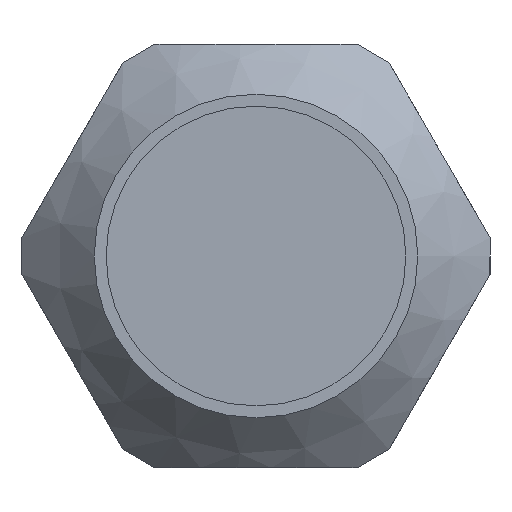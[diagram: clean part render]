
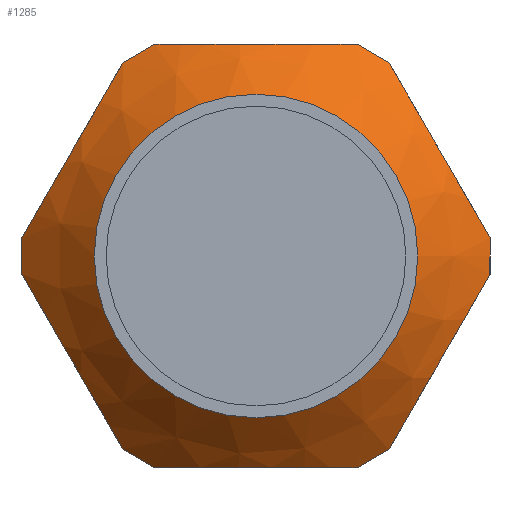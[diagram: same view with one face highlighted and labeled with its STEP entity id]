
A CAD part, left-side view. The second image highlights one B-rep face of the part: STEP entity #1285.
In plain terms, the highlighted conical face has half-angle 45 degrees and reference radius 19.136 mm.
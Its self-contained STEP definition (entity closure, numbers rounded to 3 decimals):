
#65=CONICAL_SURFACE('',#1411,19.136,0.785);
#119=(
BOUNDED_CURVE()
B_SPLINE_CURVE(2,(#2089,#2090,#2091),.UNSPECIFIED.,.F.,.F.)
B_SPLINE_CURVE_WITH_KNOTS((3,3),(0.168,2.182),
 .UNSPECIFIED.)
CURVE()
GEOMETRIC_REPRESENTATION_ITEM()
RATIONAL_B_SPLINE_CURVE((1.02,1.13,1.02))
REPRESENTATION_ITEM('')
);
#122=(
BOUNDED_CURVE()
B_SPLINE_CURVE(2,(#2105,#2106,#2107),.UNSPECIFIED.,.F.,.F.)
B_SPLINE_CURVE_WITH_KNOTS((3,3),(0.467,0.646),
 .UNSPECIFIED.)
CURVE()
GEOMETRIC_REPRESENTATION_ITEM()
RATIONAL_B_SPLINE_CURVE((1.019,1.021,1.021))
REPRESENTATION_ITEM('')
);
#124=(
BOUNDED_CURVE()
B_SPLINE_CURVE(2,(#2114,#2115,#2116),.UNSPECIFIED.,.F.,.F.)
B_SPLINE_CURVE_WITH_KNOTS((3,3),(0.646,0.824),
 .UNSPECIFIED.)
CURVE()
GEOMETRIC_REPRESENTATION_ITEM()
RATIONAL_B_SPLINE_CURVE((1.021,1.021,1.019))
REPRESENTATION_ITEM('')
);
#125=(
BOUNDED_CURVE()
B_SPLINE_CURVE(2,(#2119,#2120,#2121),.UNSPECIFIED.,.F.,.F.)
B_SPLINE_CURVE_WITH_KNOTS((3,3),(0.168,2.182),
 .UNSPECIFIED.)
CURVE()
GEOMETRIC_REPRESENTATION_ITEM()
RATIONAL_B_SPLINE_CURVE((1.02,1.13,1.02))
REPRESENTATION_ITEM('')
);
#128=(
BOUNDED_CURVE()
B_SPLINE_CURVE(2,(#2134,#2135,#2136),.UNSPECIFIED.,.F.,.F.)
B_SPLINE_CURVE_WITH_KNOTS((3,3),(0.467,0.824),
 .UNSPECIFIED.)
CURVE()
GEOMETRIC_REPRESENTATION_ITEM()
RATIONAL_B_SPLINE_CURVE((1.019,1.022,1.019))
REPRESENTATION_ITEM('')
);
#130=(
BOUNDED_CURVE()
B_SPLINE_CURVE(2,(#2146,#2147,#2148),.UNSPECIFIED.,.F.,.F.)
B_SPLINE_CURVE_WITH_KNOTS((3,3),(0.467,0.824),
 .UNSPECIFIED.)
CURVE()
GEOMETRIC_REPRESENTATION_ITEM()
RATIONAL_B_SPLINE_CURVE((1.019,1.022,1.019))
REPRESENTATION_ITEM('')
);
#132=(
BOUNDED_CURVE()
B_SPLINE_CURVE(2,(#2155,#2156,#2157),.UNSPECIFIED.,.F.,.F.)
B_SPLINE_CURVE_WITH_KNOTS((3,3),(0.168,2.182),
 .UNSPECIFIED.)
CURVE()
GEOMETRIC_REPRESENTATION_ITEM()
RATIONAL_B_SPLINE_CURVE((1.02,1.13,1.02))
REPRESENTATION_ITEM('')
);
#135=(
BOUNDED_CURVE()
B_SPLINE_CURVE(2,(#2167,#2168,#2169),.UNSPECIFIED.,.F.,.F.)
B_SPLINE_CURVE_WITH_KNOTS((3,3),(0.168,2.182),
 .UNSPECIFIED.)
CURVE()
GEOMETRIC_REPRESENTATION_ITEM()
RATIONAL_B_SPLINE_CURVE((1.02,1.13,1.02))
REPRESENTATION_ITEM('')
);
#138=(
BOUNDED_CURVE()
B_SPLINE_CURVE(2,(#2181,#2182,#2183),.UNSPECIFIED.,.F.,.F.)
B_SPLINE_CURVE_WITH_KNOTS((3,3),(0.467,0.824),
 .UNSPECIFIED.)
CURVE()
GEOMETRIC_REPRESENTATION_ITEM()
RATIONAL_B_SPLINE_CURVE((1.019,1.022,1.019))
REPRESENTATION_ITEM('')
);
#140=(
BOUNDED_CURVE()
B_SPLINE_CURVE(2,(#2191,#2192,#2193),.UNSPECIFIED.,.F.,.F.)
B_SPLINE_CURVE_WITH_KNOTS((3,3),(0.168,2.182),
 .UNSPECIFIED.)
CURVE()
GEOMETRIC_REPRESENTATION_ITEM()
RATIONAL_B_SPLINE_CURVE((1.02,1.13,1.02))
REPRESENTATION_ITEM('')
);
#143=(
BOUNDED_CURVE()
B_SPLINE_CURVE(2,(#2205,#2206,#2207),.UNSPECIFIED.,.F.,.F.)
B_SPLINE_CURVE_WITH_KNOTS((3,3),(0.467,0.824),
 .UNSPECIFIED.)
CURVE()
GEOMETRIC_REPRESENTATION_ITEM()
RATIONAL_B_SPLINE_CURVE((1.019,1.022,1.019))
REPRESENTATION_ITEM('')
);
#145=(
BOUNDED_CURVE()
B_SPLINE_CURVE(2,(#2215,#2216,#2217),.UNSPECIFIED.,.F.,.F.)
B_SPLINE_CURVE_WITH_KNOTS((3,3),(0.168,2.182),
 .UNSPECIFIED.)
CURVE()
GEOMETRIC_REPRESENTATION_ITEM()
RATIONAL_B_SPLINE_CURVE((1.02,1.13,1.02))
REPRESENTATION_ITEM('')
);
#148=(
BOUNDED_CURVE()
B_SPLINE_CURVE(2,(#2228,#2229,#2230),.UNSPECIFIED.,.F.,.F.)
B_SPLINE_CURVE_WITH_KNOTS((3,3),(0.467,0.824),
 .UNSPECIFIED.)
CURVE()
GEOMETRIC_REPRESENTATION_ITEM()
RATIONAL_B_SPLINE_CURVE((1.019,1.022,1.019))
REPRESENTATION_ITEM('')
);
#199=LINE('',#2251,#252);
#252=VECTOR('',#1689,19.136);
#409=FACE_OUTER_BOUND('',#485,.T.);
#485=EDGE_LOOP('',(#1135,#1136,#1137,#1138,#1139,#1140,#1141,#1142,#1143,
#1144,#1145,#1146,#1147,#1148,#1149,#1150));
#529=CIRCLE('',#1412,15.271);
#611=VERTEX_POINT('',#2087);
#612=VERTEX_POINT('',#2088);
#616=VERTEX_POINT('',#2104);
#618=VERTEX_POINT('',#2112);
#619=VERTEX_POINT('',#2118);
#622=VERTEX_POINT('',#2132);
#623=VERTEX_POINT('',#2133);
#626=VERTEX_POINT('',#2145);
#629=VERTEX_POINT('',#2166);
#632=VERTEX_POINT('',#2180);
#634=VERTEX_POINT('',#2190);
#637=VERTEX_POINT('',#2204);
#639=VERTEX_POINT('',#2214);
#643=VERTEX_POINT('',#2249);
#765=EDGE_CURVE('',#611,#612,#119,.T.);
#770=EDGE_CURVE('',#612,#616,#122,.T.);
#773=EDGE_CURVE('',#616,#618,#124,.T.);
#774=EDGE_CURVE('',#618,#619,#125,.T.);
#778=EDGE_CURVE('',#622,#623,#128,.T.);
#782=EDGE_CURVE('',#619,#626,#130,.T.);
#785=EDGE_CURVE('',#626,#622,#132,.T.);
#788=EDGE_CURVE('',#623,#629,#135,.T.);
#792=EDGE_CURVE('',#629,#632,#138,.T.);
#795=EDGE_CURVE('',#632,#634,#140,.T.);
#799=EDGE_CURVE('',#634,#637,#143,.T.);
#802=EDGE_CURVE('',#637,#639,#145,.T.);
#806=EDGE_CURVE('',#639,#611,#148,.T.);
#815=EDGE_CURVE('',#643,#643,#529,.T.);
#816=EDGE_CURVE('',#643,#616,#199,.T.);
#1135=ORIENTED_EDGE('',*,*,#815,.F.);
#1136=ORIENTED_EDGE('',*,*,#816,.T.);
#1137=ORIENTED_EDGE('',*,*,#773,.T.);
#1138=ORIENTED_EDGE('',*,*,#774,.T.);
#1139=ORIENTED_EDGE('',*,*,#782,.T.);
#1140=ORIENTED_EDGE('',*,*,#785,.T.);
#1141=ORIENTED_EDGE('',*,*,#778,.T.);
#1142=ORIENTED_EDGE('',*,*,#788,.T.);
#1143=ORIENTED_EDGE('',*,*,#792,.T.);
#1144=ORIENTED_EDGE('',*,*,#795,.T.);
#1145=ORIENTED_EDGE('',*,*,#799,.T.);
#1146=ORIENTED_EDGE('',*,*,#802,.T.);
#1147=ORIENTED_EDGE('',*,*,#806,.T.);
#1148=ORIENTED_EDGE('',*,*,#765,.T.);
#1149=ORIENTED_EDGE('',*,*,#770,.T.);
#1150=ORIENTED_EDGE('',*,*,#816,.F.);
#1285=ADVANCED_FACE('',(#409),#65,.T.);
#1411=AXIS2_PLACEMENT_3D('',#2248,#1685,#1686);
#1412=AXIS2_PLACEMENT_3D('',#2250,#1687,#1688);
#1685=DIRECTION('center_axis',(1.,0.,0.));
#1686=DIRECTION('ref_axis',(0.,1.,0.));
#1687=DIRECTION('center_axis',(-1.,0.,0.));
#1688=DIRECTION('ref_axis',(0.,0.,
1.));
#1689=DIRECTION('',(0.707,-0.707,0.));
#2087=CARTESIAN_POINT('',(11.519,21.81,88.895));
#2088=CARTESIAN_POINT('',(11.519,12.263,105.431));
#2089=CARTESIAN_POINT('Ctrl Pts',(11.519,21.81,88.895));
#2090=CARTESIAN_POINT('Ctrl Pts',(7.406,17.037,97.163));
#2091=CARTESIAN_POINT('Ctrl Pts',(11.519,12.263,105.431));
#2104=CARTESIAN_POINT('',(11.451,12.263,107.163));
#2105=CARTESIAN_POINT('Ctrl Pts',(11.519,12.263,105.431));
#2106=CARTESIAN_POINT('Ctrl Pts',(11.451,12.263,106.298));
#2107=CARTESIAN_POINT('Ctrl Pts',(11.451,12.263,107.163));
#2112=CARTESIAN_POINT('',(11.519,12.263,108.895));
#2114=CARTESIAN_POINT('Ctrl Pts',(11.451,12.263,107.163));
#2115=CARTESIAN_POINT('Ctrl Pts',(11.451,12.263,108.028));
#2116=CARTESIAN_POINT('Ctrl Pts',(11.519,12.263,108.895));
#2118=CARTESIAN_POINT('',(11.519,21.81,125.431));
#2119=CARTESIAN_POINT('Ctrl Pts',(11.519,12.263,108.895));
#2120=CARTESIAN_POINT('Ctrl Pts',(7.406,17.037,117.163));
#2121=CARTESIAN_POINT('Ctrl Pts',(11.519,21.81,125.431));
#2132=CARTESIAN_POINT('',(11.519,43.904,127.163));
#2133=CARTESIAN_POINT('',(11.519,46.904,125.431));
#2134=CARTESIAN_POINT('Ctrl Pts',(11.519,43.904,127.163));
#2135=CARTESIAN_POINT('Ctrl Pts',(11.383,45.404,126.297));
#2136=CARTESIAN_POINT('Ctrl Pts',(11.519,46.904,125.431));
#2145=CARTESIAN_POINT('',(11.519,24.81,127.163));
#2146=CARTESIAN_POINT('Ctrl Pts',(11.519,21.81,125.431));
#2147=CARTESIAN_POINT('Ctrl Pts',(11.383,23.31,126.297));
#2148=CARTESIAN_POINT('Ctrl Pts',(11.519,24.81,127.163));
#2155=CARTESIAN_POINT('Ctrl Pts',(11.519,24.81,127.163));
#2156=CARTESIAN_POINT('Ctrl Pts',(7.406,34.357,127.163));
#2157=CARTESIAN_POINT('Ctrl Pts',(11.519,43.904,127.163));
#2166=CARTESIAN_POINT('',(11.519,56.451,108.895));
#2167=CARTESIAN_POINT('Ctrl Pts',(11.519,46.904,125.431));
#2168=CARTESIAN_POINT('Ctrl Pts',(7.406,51.678,117.163));
#2169=CARTESIAN_POINT('Ctrl Pts',(11.519,56.451,108.895));
#2180=CARTESIAN_POINT('',(11.519,56.451,105.431));
#2181=CARTESIAN_POINT('Ctrl Pts',(11.519,56.451,108.895));
#2182=CARTESIAN_POINT('Ctrl Pts',(11.383,56.451,107.163));
#2183=CARTESIAN_POINT('Ctrl Pts',(11.519,56.451,105.431));
#2190=CARTESIAN_POINT('',(11.519,46.904,88.895));
#2191=CARTESIAN_POINT('Ctrl Pts',(11.519,56.451,105.431));
#2192=CARTESIAN_POINT('Ctrl Pts',(7.406,51.678,97.163));
#2193=CARTESIAN_POINT('Ctrl Pts',(11.519,46.904,88.895));
#2204=CARTESIAN_POINT('',(11.519,43.904,87.163));
#2205=CARTESIAN_POINT('Ctrl Pts',(11.519,46.904,88.895));
#2206=CARTESIAN_POINT('Ctrl Pts',(11.383,45.404,88.029));
#2207=CARTESIAN_POINT('Ctrl Pts',(11.519,43.904,87.163));
#2214=CARTESIAN_POINT('',(11.519,24.81,87.163));
#2215=CARTESIAN_POINT('Ctrl Pts',(11.519,43.904,87.163));
#2216=CARTESIAN_POINT('Ctrl Pts',(7.406,34.357,87.163));
#2217=CARTESIAN_POINT('Ctrl Pts',(11.519,24.81,87.163));
#2228=CARTESIAN_POINT('Ctrl Pts',(11.519,24.81,87.163));
#2229=CARTESIAN_POINT('Ctrl Pts',(11.383,23.31,88.029));
#2230=CARTESIAN_POINT('Ctrl Pts',(11.519,21.81,88.895));
#2248=CARTESIAN_POINT('Origin',(8.493,34.357,107.163));
#2249=CARTESIAN_POINT('',(4.628,19.086,107.163));
#2250=CARTESIAN_POINT('Origin',(4.628,34.357,107.163));
#2251=CARTESIAN_POINT('',(8.493,15.222,107.163));
